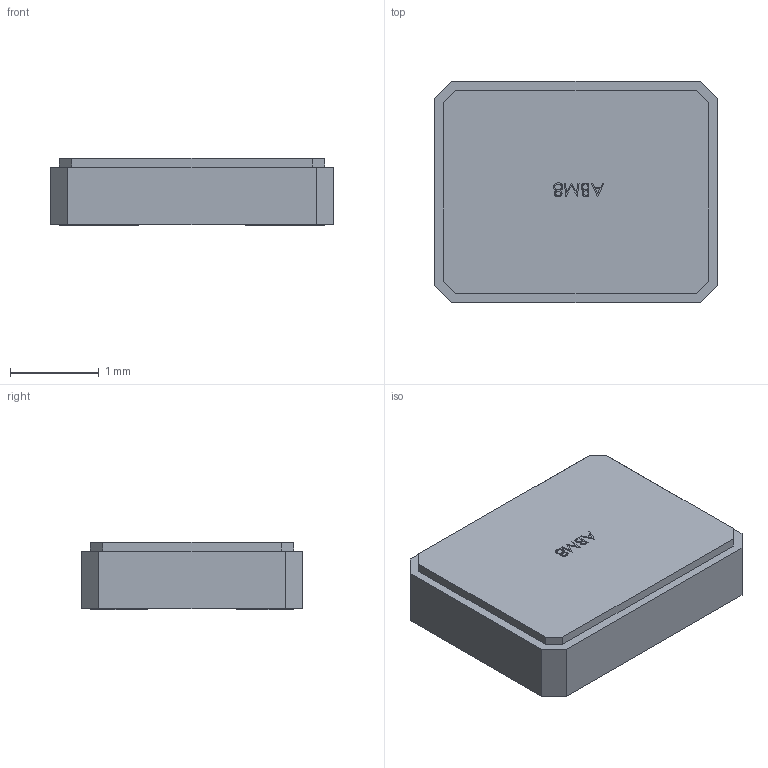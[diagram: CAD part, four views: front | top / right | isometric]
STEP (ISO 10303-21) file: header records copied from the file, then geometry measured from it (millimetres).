
FILE_DESCRIPTION(('FreeCAD Model'),'2;1');
FILE_NAME('ABM8.step','2018-04-19T10:00:08',( 'kicad StepUp'),('ksu MCAD'),'Open CASCADE STEP processor 7.2', 'FreeCAD','Unknown');
FILE_SCHEMA(('AUTOMOTIVE_DESIGN_CC2 { 1 2 10303 214 -1 1 5 4 }'));
Length unit declared in the file: millimetre
Products named in the file (1): ABM8
Bounding box: 3.2 x 2.5 x 0.76 mm (x, y, z)
Volume: 5.9 mm3; surface area: 24.1 mm2
Topology: 1 solids, 1 shells, 112 faces, 288 edges, 192 vertices
Faces by surface type: plane 86, bspline 26
Entity records: 5558 total; most frequent: CARTESIAN_POINT 2203, ORIENTED_EDGE 576, DIRECTION 410, EDGE_CURVE 288, LINE 236, VECTOR 236, VERTEX_POINT 192, FACE_BOUND 126
